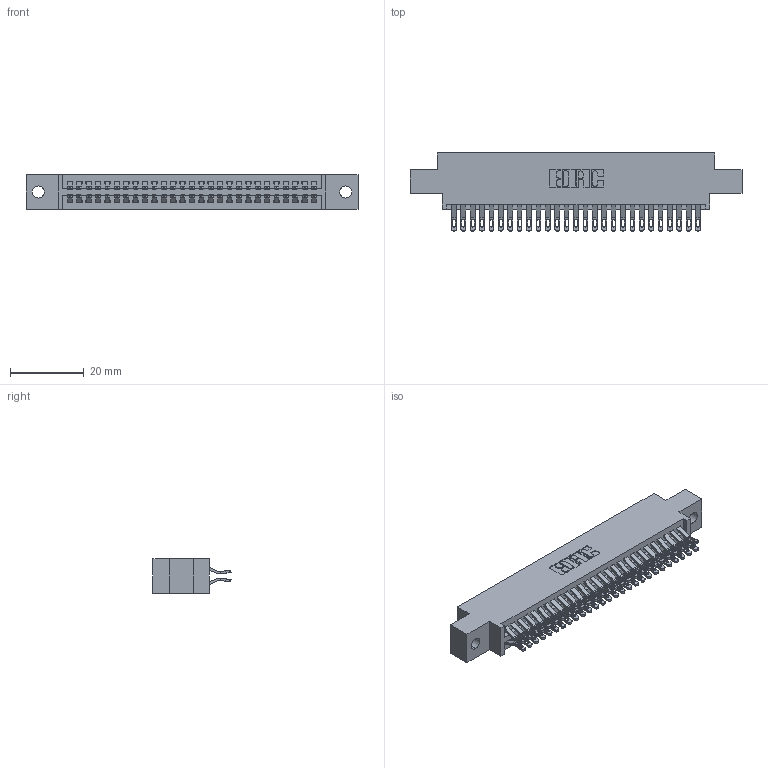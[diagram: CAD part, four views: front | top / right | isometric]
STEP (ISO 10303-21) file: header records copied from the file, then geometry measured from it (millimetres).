
FILE_DESCRIPTION (( 'STEP AP203' ), '1' );
FILE_NAME ('395-054-555-802.STEP', '2019-10-19T17:23:40', ( '' ), ( '' ), 'SwSTEP 2.0', 'SolidWorks 2016', '' );
FILE_SCHEMA (( 'CONFIG_CONTROL_DESIGN' ));
Length unit declared in the file: inch
Products named in the file (3): 345 Part_0.170 Offset - 0.128 Dia; 345-292-001_555 Tail; 395-054-555-802
Assembly tree (55 placements, depth 2):
  395-054-555-802
    345 Part_0.170 Offset - 0.128 Dia
    345-292-001_555 Tail  x54
Bounding box: 89.79 x 21.13 x 9.4 mm (x, y, z)
Volume: 8589.5 mm3; surface area: 12821.8 mm2
Topology: 55 solids, 55 shells, 3154 faces, 9911 edges, 6606 vertices
Faces by surface type: plane 1758, cylinder 1396
Entity records: 23665 total; most frequent: CARTESIAN_POINT 4018, ORIENTED_EDGE 3922, DIRECTION 3529, EDGE_CURVE 1961, VECTOR 1701, LINE 1701, VERTEX_POINT 1306, AXIS2_PLACEMENT_3D 914
